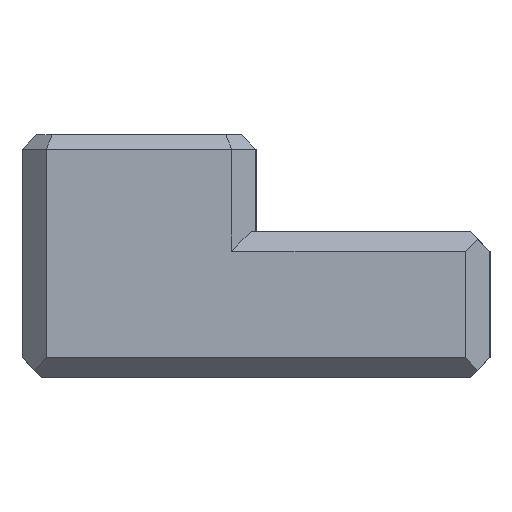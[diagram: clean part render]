
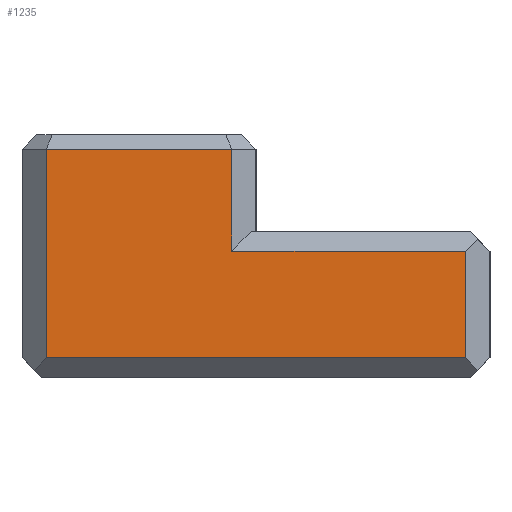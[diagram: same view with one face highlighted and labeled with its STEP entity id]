
A CAD part, left-side view. The second image highlights one B-rep face of the part: STEP entity #1235.
In plain terms, the highlighted planar face has unit normal (-1, 0, 0).
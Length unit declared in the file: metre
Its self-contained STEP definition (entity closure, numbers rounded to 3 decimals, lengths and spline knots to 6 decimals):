
#33=LINE('',#2032,#119);
#34=LINE('',#2035,#120);
#35=LINE('',#2037,#121);
#36=LINE('',#2039,#122);
#37=LINE('',#2041,#123);
#38=LINE('',#2043,#124);
#119=VECTOR('',#1611,1.);
#120=VECTOR('',#1612,1.);
#121=VECTOR('',#1613,1.);
#122=VECTOR('',#1614,1.);
#123=VECTOR('',#1615,1.);
#124=VECTOR('',#1616,1.);
#320=ORIENTED_EDGE('',*,*,#666,.T.);
#321=ORIENTED_EDGE('',*,*,#667,.T.);
#322=ORIENTED_EDGE('',*,*,#668,.T.);
#323=ORIENTED_EDGE('',*,*,#669,.T.);
#324=ORIENTED_EDGE('',*,*,#670,.T.);
#325=ORIENTED_EDGE('',*,*,#671,.T.);
#666=EDGE_CURVE('',#839,#840,#33,.T.);
#667=EDGE_CURVE('',#840,#841,#34,.T.);
#668=EDGE_CURVE('',#841,#842,#35,.T.);
#669=EDGE_CURVE('',#842,#843,#36,.T.);
#670=EDGE_CURVE('',#843,#844,#37,.T.);
#671=EDGE_CURVE('',#844,#839,#38,.T.);
#839=VERTEX_POINT('',#2033);
#840=VERTEX_POINT('',#2034);
#841=VERTEX_POINT('',#2036);
#842=VERTEX_POINT('',#2038);
#843=VERTEX_POINT('',#2040);
#844=VERTEX_POINT('',#2042);
#992=EDGE_LOOP('',(#320,#321,#322,#323,#324,#325));
#1093=FACE_BOUND('',#992,.T.);
#1182=PLANE('',#1371);
#1235=ADVANCED_FACE('',(#1093),#1182,.T.);
#1371=AXIS2_PLACEMENT_3D('',#2031,#1609,#1610);
#1609=DIRECTION('',(-1.,0.,0.));
#1610=DIRECTION('',(0.,-1.,0.));
#1611=DIRECTION('',(0.,0.,1.));
#1612=DIRECTION('',(0.,1.,0.));
#1613=DIRECTION('',(0.,0.,1.));
#1614=DIRECTION('',(0.,1.,0.));
#1615=DIRECTION('',(0.,0.,-1.));
#1616=DIRECTION('',(0.,-1.,0.));
#2031=CARTESIAN_POINT('',(-0.1275,0.024104,0.03));
#2032=CARTESIAN_POINT('',(-0.1275,-0.043208,0.03));
#2033=CARTESIAN_POINT('',(-0.1275,-0.043208,0.004));
#2034=CARTESIAN_POINT('',(-0.1275,-0.043208,0.026));
#2035=CARTESIAN_POINT('',(-0.1275,0.024104,0.026));
#2036=CARTESIAN_POINT('',(-0.1275,0.005,0.026));
#2037=CARTESIAN_POINT('',(-0.1275,0.005,0.05));
#2038=CARTESIAN_POINT('',(-0.1275,0.005,0.047));
#2039=CARTESIAN_POINT('',(-0.1275,0.024104,0.047));
#2040=CARTESIAN_POINT('',(-0.1275,0.043208,0.047));
#2041=CARTESIAN_POINT('',(-0.1275,0.043208,0.));
#2042=CARTESIAN_POINT('',(-0.1275,0.043208,0.004));
#2043=CARTESIAN_POINT('',(-0.1275,-0.043208,0.004));
